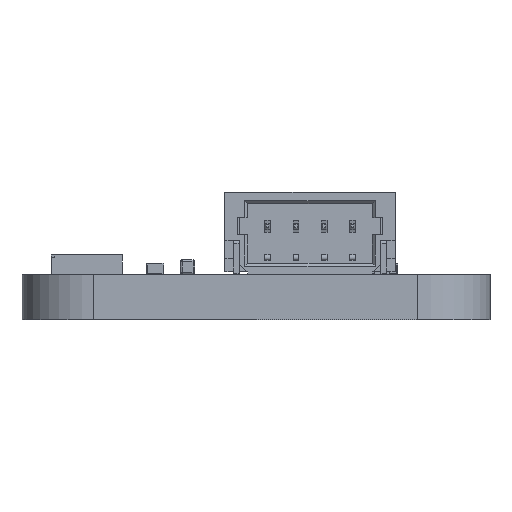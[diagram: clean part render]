
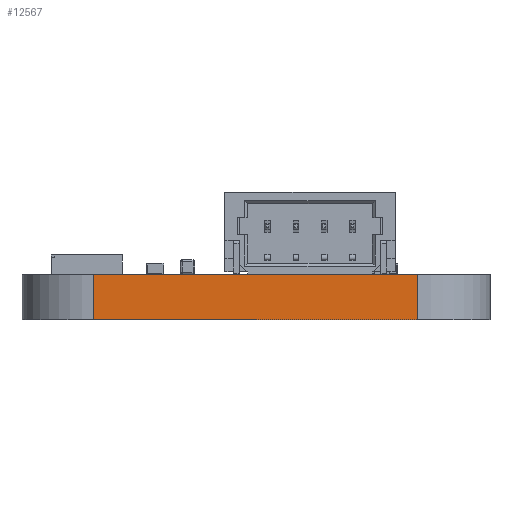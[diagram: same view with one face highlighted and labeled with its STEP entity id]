
A CAD part, left-side view. The second image highlights one B-rep face of the part: STEP entity #12567.
In plain terms, the highlighted planar face has unit normal (-1, 0, 0).
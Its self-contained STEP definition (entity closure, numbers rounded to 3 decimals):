
#820=PLANE('',#13470);
#1310=FACE_OUTER_BOUND('',#2000,.T.);
#2000=EDGE_LOOP('',(#8956,#8957,#8958,#8959));
#2821=LINE('',#17775,#4190);
#2822=LINE('',#17778,#4191);
#2823=LINE('',#17780,#4192);
#2824=LINE('',#17781,#4193);
#4190=VECTOR('',#14592,10.);
#4191=VECTOR('',#14595,10.);
#4192=VECTOR('',#14596,10.);
#4193=VECTOR('',#14597,10.);
#5861=VERTEX_POINT('',#17771);
#5862=VERTEX_POINT('',#17773);
#5863=VERTEX_POINT('',#17777);
#5864=VERTEX_POINT('',#17779);
#7091=EDGE_CURVE('',#5861,#5862,#2821,.T.);
#7092=EDGE_CURVE('',#5863,#5861,#2822,.T.);
#7093=EDGE_CURVE('',#5864,#5862,#2823,.T.);
#7094=EDGE_CURVE('',#5863,#5864,#2824,.T.);
#8956=ORIENTED_EDGE('',*,*,#7092,.T.);
#8957=ORIENTED_EDGE('',*,*,#7091,.T.);
#8958=ORIENTED_EDGE('',*,*,#7093,.F.);
#8959=ORIENTED_EDGE('',*,*,#7094,.F.);
#12567=ADVANCED_FACE('',(#1310),#820,.T.);
#13470=AXIS2_PLACEMENT_3D('',#17776,#14593,#14594);
#14592=DIRECTION('',(0.,0.,1.));
#14593=DIRECTION('center_axis',(-1.,0.,0.));
#14594=DIRECTION('ref_axis',(0.,-1.,0.));
#14595=DIRECTION('',(0.,-1.,0.));
#14596=DIRECTION('',(0.,-1.,0.));
#14597=DIRECTION('',(0.,0.,1.));
#17771=CARTESIAN_POINT('',(-9.525,1.27,0.));
#17773=CARTESIAN_POINT('',(-9.525,1.27,1.59));
#17775=CARTESIAN_POINT('',(-9.525,1.27,0.));
#17776=CARTESIAN_POINT('Origin',(-9.525,12.7,0.));
#17777=CARTESIAN_POINT('',(-9.525,12.7,0.));
#17778=CARTESIAN_POINT('',(-9.525,12.7,0.));
#17779=CARTESIAN_POINT('',(-9.525,12.7,1.59));
#17780=CARTESIAN_POINT('',(-9.525,12.7,1.59));
#17781=CARTESIAN_POINT('',(-9.525,12.7,0.));
